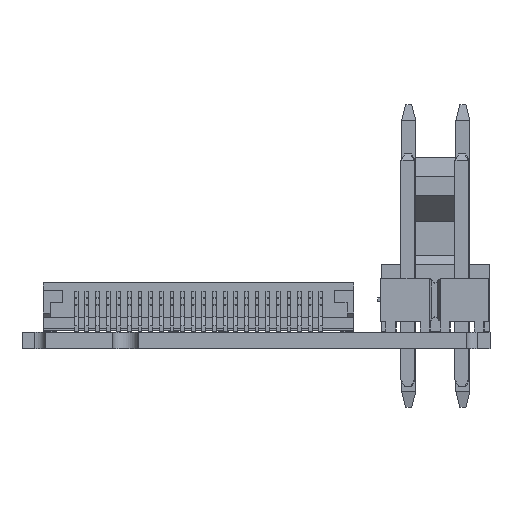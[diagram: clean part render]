
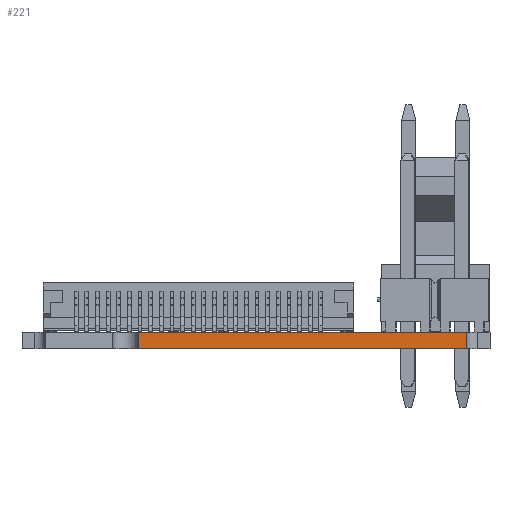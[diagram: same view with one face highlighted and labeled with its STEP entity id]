
A CAD part, front view. The second image highlights one B-rep face of the part: STEP entity #221.
In plain terms, the highlighted planar face has unit normal (0, -1, 0).
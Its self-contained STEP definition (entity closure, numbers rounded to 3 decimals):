
#194 = EDGE_CURVE('',#195,#197,#199,.T.);
#195 = VERTEX_POINT('',#196);
#196 = CARTESIAN_POINT('',(-5.525,-42.,0.));
#197 = VERTEX_POINT('',#198);
#198 = CARTESIAN_POINT('',(-5.525,-42.,0.784));
#199 = LINE('',#200,#201);
#200 = CARTESIAN_POINT('',(-5.525,-42.,0.));
#201 = VECTOR('',#202,1.);
#202 = DIRECTION('',(0.,0.,1.));
#221 = ADVANCED_FACE('',(#222),#247,.T.);
#222 = FACE_BOUND('',#223,.T.);
#223 = EDGE_LOOP('',(#224,#234,#240,#241));
#224 = ORIENTED_EDGE('',*,*,#225,.T.);
#225 = EDGE_CURVE('',#226,#228,#230,.T.);
#226 = VERTEX_POINT('',#227);
#227 = CARTESIAN_POINT('',(9.9,-42.,0.));
#228 = VERTEX_POINT('',#229);
#229 = CARTESIAN_POINT('',(9.9,-42.,0.784));
#230 = LINE('',#231,#232);
#231 = CARTESIAN_POINT('',(9.9,-42.,0.));
#232 = VECTOR('',#233,1.);
#233 = DIRECTION('',(0.,0.,1.));
#234 = ORIENTED_EDGE('',*,*,#235,.T.);
#235 = EDGE_CURVE('',#228,#197,#236,.T.);
#236 = LINE('',#237,#238);
#237 = CARTESIAN_POINT('',(9.9,-42.,0.784));
#238 = VECTOR('',#239,1.);
#239 = DIRECTION('',(-1.,0.,0.));
#240 = ORIENTED_EDGE('',*,*,#194,.F.);
#241 = ORIENTED_EDGE('',*,*,#242,.F.);
#242 = EDGE_CURVE('',#226,#195,#243,.T.);
#243 = LINE('',#244,#245);
#244 = CARTESIAN_POINT('',(9.9,-42.,0.));
#245 = VECTOR('',#246,1.);
#246 = DIRECTION('',(-1.,0.,0.));
#247 = PLANE('',#248);
#248 = AXIS2_PLACEMENT_3D('',#249,#250,#251);
#249 = CARTESIAN_POINT('',(9.9,-42.,0.));
#250 = DIRECTION('',(0.,-1.,0.));
#251 = DIRECTION('',(-1.,0.,0.));
